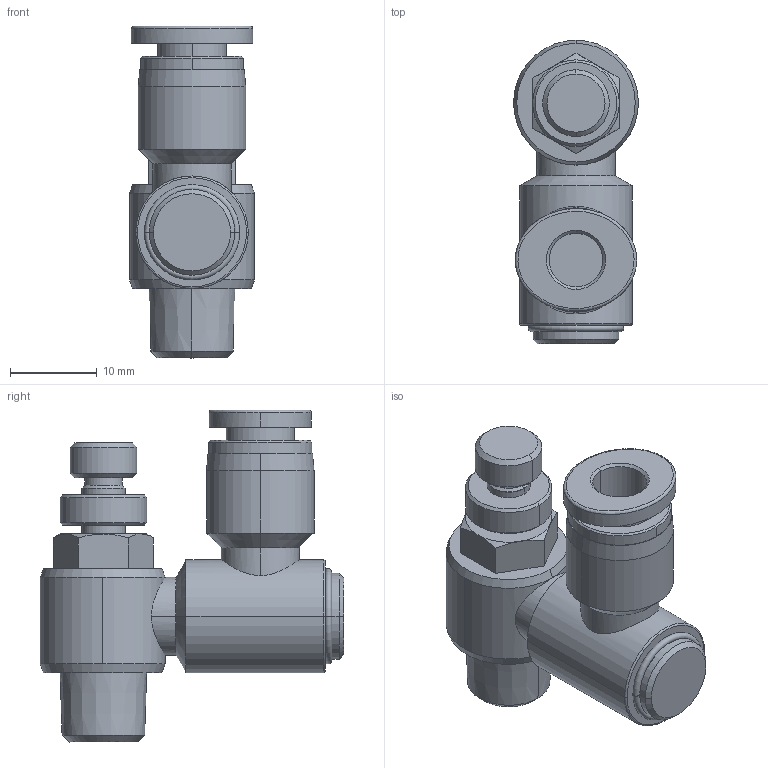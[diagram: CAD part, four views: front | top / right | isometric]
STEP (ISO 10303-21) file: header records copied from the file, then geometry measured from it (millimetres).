
FILE_DESCRIPTION((''),'2;1');
FILE_NAME('NSS 0601.stp','2017-07-22T11:41:29',(''),(''),'Mechanical Desktop 2009','Mechanical Desktop 2009',', , ');
FILE_SCHEMA(('CONFIG_CONTROL_DESIGN'));
Length unit declared in the file: millimetre
Products named in the file (2): NSS 0601; PART1
Assembly tree (1 placements, depth 2):
  NSS 0601
    PART1
Bounding box: 14.4 x 35 x 38.3 mm (x, y, z)
Volume: 7238.3 mm3; surface area: 3850.7 mm2
Topology: 1 solids, 2 shells, 106 faces, 219 edges, 129 vertices
Faces by surface type: cone 38, cylinder 34, plane 25, torus 6, bspline 3
Entity records: 3217 total; most frequent: CARTESIAN_POINT 829, DIRECTION 528, ORIENTED_EDGE 438, AXIS2_PLACEMENT_3D 224, EDGE_CURVE 219, VERTEX_POINT 129, EDGE_LOOP 122, CIRCLE 117
